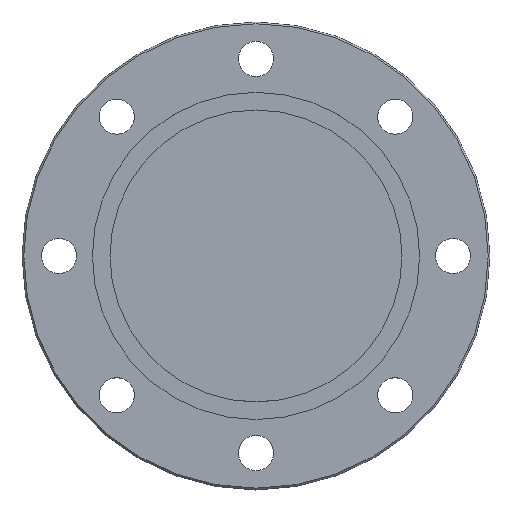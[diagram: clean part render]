
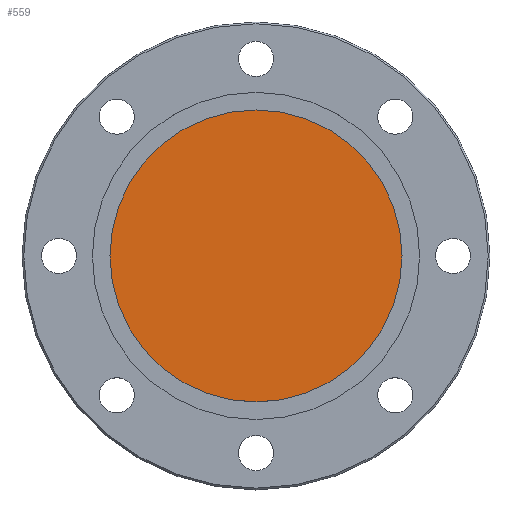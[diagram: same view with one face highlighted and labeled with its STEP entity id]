
A CAD part, top view. The second image highlights one B-rep face of the part: STEP entity #559.
In plain terms, the highlighted planar face has unit normal (0, 0, 1).
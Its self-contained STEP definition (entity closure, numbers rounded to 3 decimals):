
#113 = EDGE_CURVE ( 'NONE', #255, #940, #135, .T. ) ;
#135 = CIRCLE ( 'NONE', #724, 41.5 ) ;
#140 = DIRECTION ( 'NONE',  ( 0., 0., 1. ) ) ;
#151 = EDGE_LOOP ( 'NONE', ( #601, #880 ) ) ;
#211 = DIRECTION ( 'NONE',  ( 1., 0., 0. ) ) ;
#214 = DIRECTION ( 'NONE',  ( -1., 0., 0. ) ) ;
#249 = AXIS2_PLACEMENT_3D ( 'NONE', #607, #926, #214 ) ;
#255 = VERTEX_POINT ( 'NONE', #260 ) ;
#260 = CARTESIAN_POINT ( 'NONE',  ( -41.5, 0., 11.5 ) ) ;
#293 = PLANE ( 'NONE',  #249 ) ;
#374 = DIRECTION ( 'NONE',  ( 1., 0., 0. ) ) ;
#559 = ADVANCED_FACE ( 'NONE', ( #1006 ), #293, .F. ) ;
#565 = EDGE_CURVE ( 'NONE', #940, #255, #850, .T. ) ;
#601 = ORIENTED_EDGE ( 'NONE', *, *, #565, .T. ) ;
#607 = CARTESIAN_POINT ( 'NONE',  ( 0., 41.5, 11.5 ) ) ;
#724 = AXIS2_PLACEMENT_3D ( 'NONE', #910, #1002, #211 ) ;
#768 = AXIS2_PLACEMENT_3D ( 'NONE', #849, #140, #374 ) ;
#849 = CARTESIAN_POINT ( 'NONE',  ( 0., 0., 11.5 ) ) ;
#850 = CIRCLE ( 'NONE', #768, 41.5 ) ;
#880 = ORIENTED_EDGE ( 'NONE', *, *, #113, .T. ) ;
#910 = CARTESIAN_POINT ( 'NONE',  ( 0., 0., 11.5 ) ) ;
#926 = DIRECTION ( 'NONE',  ( 0., 0., -1. ) ) ;
#940 = VERTEX_POINT ( 'NONE', #1018 ) ;
#1002 = DIRECTION ( 'NONE',  ( 0., 0., 1. ) ) ;
#1006 = FACE_OUTER_BOUND ( 'NONE', #151, .T. ) ;
#1018 = CARTESIAN_POINT ( 'NONE',  ( 41.5, 0., 11.5 ) ) ;
